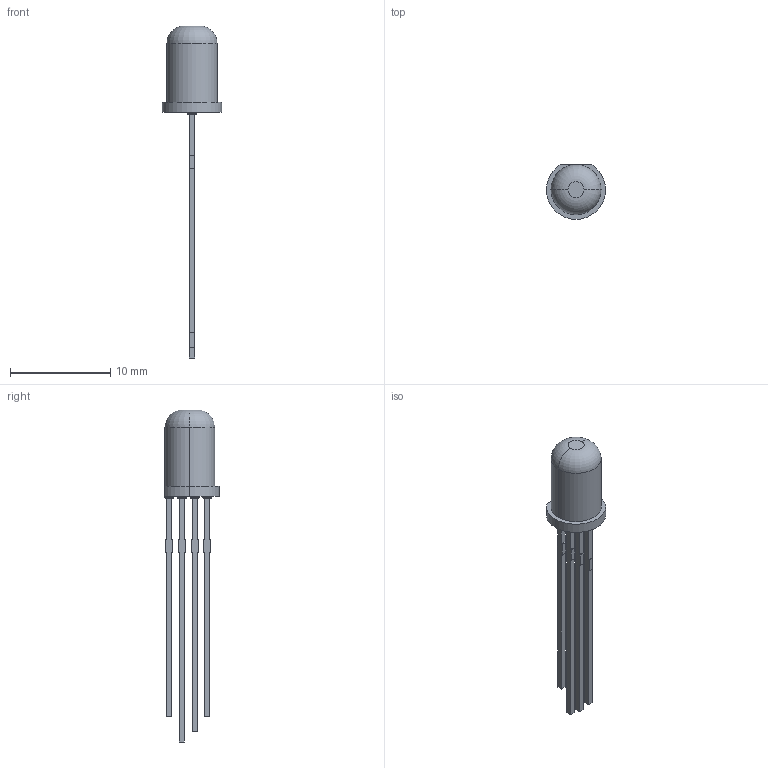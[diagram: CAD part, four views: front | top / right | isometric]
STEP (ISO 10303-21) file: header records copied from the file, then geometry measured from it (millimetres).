
FILE_DESCRIPTION (( 'STEP AP214' ), '1' );
FILE_NAME ('WP154A4SUREQBFZGC.STEP', '2021-12-30T10:48:40', ( '' ), ( '' ), 'SwSTEP 2.0', 'SolidWorks 2018', '' );
FILE_SCHEMA (( 'AUTOMOTIVE_DESIGN' ));
Length unit declared in the file: millimetre
Products named in the file (1): WP154A4SUREQBFZGC
Bounding box: 5.9 x 5.45 x 33.1 mm (x, y, z)
Volume: 191.2 mm3; surface area: 364.8 mm2
Topology: 1 solids, 1 shells, 95 faces, 258 edges, 168 vertices
Faces by surface type: plane 72, cylinder 13, torus 10
Entity records: 4091 total; most frequent: CARTESIAN_POINT 618, ORIENTED_EDGE 516, DIRECTION 482, EDGE_CURVE 258, VERTEX_POINT 168, VECTOR 162, LINE 162, AXIS2_PLACEMENT_3D 160
